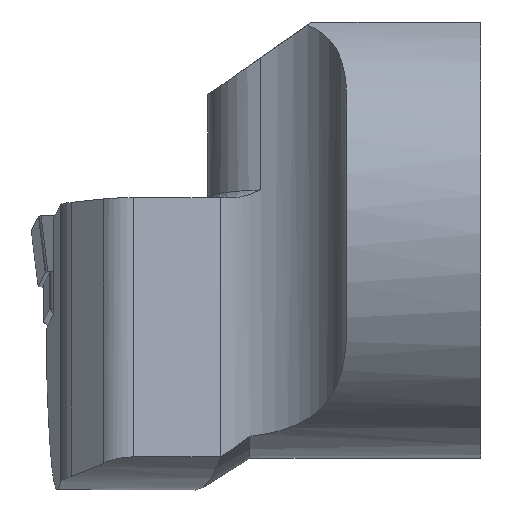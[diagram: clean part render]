
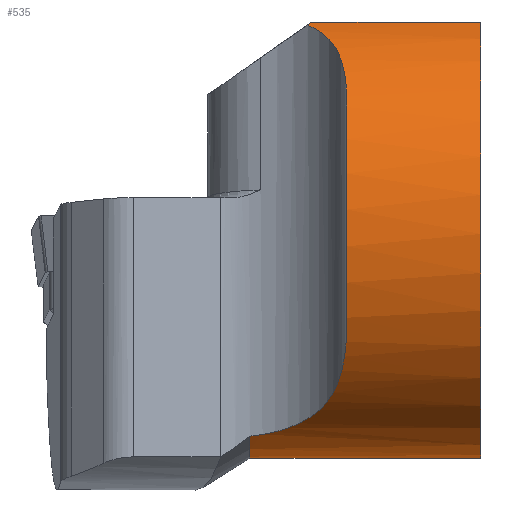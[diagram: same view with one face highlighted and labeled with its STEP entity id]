
A CAD part, front view. The second image highlights one B-rep face of the part: STEP entity #535.
In plain terms, the highlighted cylindrical face has radius 16 mm (diameter 32 mm), a partial arc.
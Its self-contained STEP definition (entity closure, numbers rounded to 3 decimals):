
#91=B_SPLINE_CURVE_WITH_KNOTS('',3,(#2133,#2134,#2135,#2136),
 .UNSPECIFIED.,.F.,.F.,(4,4),(0.,1.),.UNSPECIFIED.);
#92=B_SPLINE_CURVE_WITH_KNOTS('',3,(#2151,#2152,#2153,#2154,#2155,#2156),
 .UNSPECIFIED.,.F.,.F.,(4,2,4),(0.,0.5,1.),.UNSPECIFIED.);
#93=B_SPLINE_CURVE_WITH_KNOTS('',3,(#2160,#2161,#2162,#2163,#2164,#2165,
#2166,#2167),.UNSPECIFIED.,.F.,.F.,(4,2,2,4),(0.,0.25,0.5,1.),
 .UNSPECIFIED.);
#94=B_SPLINE_CURVE_WITH_KNOTS('',3,(#2170,#2171,#2172,#2173,#2174,#2175,
#2176,#2177,#2178,#2179,#2180,#2181,#2182,#2183,#2184,#2185),
 .UNSPECIFIED.,.F.,.F.,(4,3,3,3,3,4),(0.,0.134,0.348,
0.564,0.782,1.),.UNSPECIFIED.);
#95=B_SPLINE_CURVE_WITH_KNOTS('',3,(#2189,#2190,#2191,#2192,#2193,#2194),
 .UNSPECIFIED.,.F.,.F.,(4,2,4),(0.,0.5,1.),.UNSPECIFIED.);
#425=CYLINDRICAL_SURFACE('',#1523,16.);
#443=ELLIPSE('',#1519,27.895,16.);
#444=ELLIPSE('',#1522,27.895,16.);
#472=CIRCLE('',#1498,16.);
#480=CIRCLE('',#1517,16.);
#481=CIRCLE('',#1520,16.);
#482=CIRCLE('',#1521,16.);
#535=ADVANCED_FACE('',(#623),#425,.T.);
#623=FACE_OUTER_BOUND('',#680,.T.);
#680=EDGE_LOOP('',(#912,#913,#914,#915,#916,#917,#918,#919,#920,#921,#922,
#923,#924,#925));
#912=ORIENTED_EDGE('',*,*,#1224,.T.);
#913=ORIENTED_EDGE('',*,*,#1226,.F.);
#914=ORIENTED_EDGE('',*,*,#1222,.T.);
#915=ORIENTED_EDGE('',*,*,#1227,.T.);
#916=ORIENTED_EDGE('',*,*,#1228,.T.);
#917=ORIENTED_EDGE('',*,*,#1229,.T.);
#918=ORIENTED_EDGE('',*,*,#1230,.T.);
#919=ORIENTED_EDGE('',*,*,#1204,.T.);
#920=ORIENTED_EDGE('',*,*,#1221,.T.);
#921=ORIENTED_EDGE('',*,*,#1231,.F.);
#922=ORIENTED_EDGE('',*,*,#1232,.T.);
#923=ORIENTED_EDGE('',*,*,#1233,.F.);
#924=ORIENTED_EDGE('',*,*,#1234,.F.);
#925=ORIENTED_EDGE('',*,*,#1235,.T.);
#1075=VERTEX_POINT('',#2068);
#1076=VERTEX_POINT('',#2070);
#1082=VERTEX_POINT('',#2132);
#1083=VERTEX_POINT('',#2139);
#1084=VERTEX_POINT('',#2140);
#1085=VERTEX_POINT('',#2142);
#1086=VERTEX_POINT('',#2144);
#1087=VERTEX_POINT('',#2150);
#1088=VERTEX_POINT('',#2157);
#1089=VERTEX_POINT('',#2159);
#1090=VERTEX_POINT('',#2169);
#1091=VERTEX_POINT('',#2186);
#1092=VERTEX_POINT('',#2188);
#1093=VERTEX_POINT('',#2195);
#1204=EDGE_CURVE('',#1076,#1075,#472,.T.);
#1221=EDGE_CURVE('',#1075,#1082,#91,.T.);
#1222=EDGE_CURVE('',#1083,#1084,#1338,.T.);
#1224=EDGE_CURVE('',#1086,#1085,#1340,.T.);
#1226=EDGE_CURVE('',#1083,#1085,#480,.T.);
#1227=EDGE_CURVE('',#1084,#1087,#443,.T.);
#1228=EDGE_CURVE('',#1087,#1088,#92,.T.);
#1229=EDGE_CURVE('',#1088,#1089,#481,.T.);
#1230=EDGE_CURVE('',#1089,#1076,#93,.T.);
#1231=EDGE_CURVE('',#1090,#1082,#1342,.T.);
#1232=EDGE_CURVE('',#1090,#1091,#94,.T.);
#1233=EDGE_CURVE('',#1092,#1091,#482,.T.);
#1234=EDGE_CURVE('',#1093,#1092,#95,.T.);
#1235=EDGE_CURVE('',#1093,#1086,#444,.T.);
#1338=LINE('',#2138,#1427);
#1340=LINE('',#2143,#1429);
#1342=LINE('',#2168,#1431);
#1427=VECTOR('',#1775,1.);
#1429=VECTOR('',#1777,1.);
#1431=VECTOR('',#1789,1.);
#1498=AXIS2_PLACEMENT_3D('',#2069,#1735,#1736);
#1517=AXIS2_PLACEMENT_3D('',#2147,#1781,#1782);
#1519=AXIS2_PLACEMENT_3D('',#2149,#1785,#1786);
#1520=AXIS2_PLACEMENT_3D('',#2158,#1787,#1788);
#1521=AXIS2_PLACEMENT_3D('',#2187,#1790,#1791);
#1522=AXIS2_PLACEMENT_3D('',#2196,#1792,#1793);
#1523=AXIS2_PLACEMENT_3D('',#2197,#1794,#1795);
#1735=DIRECTION('',(1.,0.,0.));
#1736=DIRECTION('',(0.,0.,1.));
#1775=DIRECTION('',(-1.,0.,0.));
#1777=DIRECTION('',(1.,0.,0.));
#1781=DIRECTION('',(1.,0.,0.));
#1782=DIRECTION('',(0.,0.,1.));
#1785=DIRECTION('',(0.574,0.,-0.819));
#1786=DIRECTION('',(-0.819,0.,-0.574));
#1787=DIRECTION('',(1.,0.,0.));
#1788=DIRECTION('',(0.,0.,-1.));
#1789=DIRECTION('',(-1.,0.,0.));
#1790=DIRECTION('',(-1.,0.,0.));
#1791=DIRECTION('',(0.,0.,-1.));
#1792=DIRECTION('',(0.574,0.,-0.819));
#1793=DIRECTION('',(-0.819,0.,-0.574));
#1794=DIRECTION('',(-1.,0.,0.));
#1795=DIRECTION('',(0.,0.,1.));
#2068=CARTESIAN_POINT('',(15.602,15.449,-4.164));
#2069=CARTESIAN_POINT('',(15.602,0.,0.));
#2070=CARTESIAN_POINT('',(15.602,-6.915,-14.428));
#2132=CARTESIAN_POINT('',(15.747,15.997,0.329));
#2133=CARTESIAN_POINT('',(15.602,15.449,-4.164));
#2134=CARTESIAN_POINT('',(16.062,15.834,-2.736));
#2135=CARTESIAN_POINT('',(16.098,16.027,-1.163));
#2136=CARTESIAN_POINT('',(15.747,15.997,0.329));
#2138=CARTESIAN_POINT('',(0.,-5.568,15.));
#2139=CARTESIAN_POINT('',(32.,-5.568,15.));
#2140=CARTESIAN_POINT('',(20.,-5.568,15.));
#2142=CARTESIAN_POINT('',(32.,5.568,15.));
#2143=CARTESIAN_POINT('',(0.,5.568,15.));
#2144=CARTESIAN_POINT('',(20.,5.568,15.));
#2147=CARTESIAN_POINT('',(32.,0.,0.));
#2149=CARTESIAN_POINT('',(-1.422,0.,0.));
#2150=CARTESIAN_POINT('',(19.708,-6.091,14.795));
#2151=CARTESIAN_POINT('',(19.708,-6.091,14.795));
#2152=CARTESIAN_POINT('',(20.838,-7.222,14.33));
#2153=CARTESIAN_POINT('',(21.587,-8.612,13.581));
#2154=CARTESIAN_POINT('',(22.4,-11.152,11.586));
#2155=CARTESIAN_POINT('',(22.5,-12.317,10.35));
#2156=CARTESIAN_POINT('',(22.5,-13.257,8.959));
#2157=CARTESIAN_POINT('',(22.5,-13.257,8.959));
#2158=CARTESIAN_POINT('',(22.5,0.,0.));
#2159=CARTESIAN_POINT('',(22.5,-14.83,-6.007));
#2160=CARTESIAN_POINT('',(22.5,-14.83,-6.007));
#2161=CARTESIAN_POINT('',(22.5,-14.362,-7.162));
#2162=CARTESIAN_POINT('',(22.446,-13.77,-8.239));
#2163=CARTESIAN_POINT('',(22.061,-12.361,-10.232));
#2164=CARTESIAN_POINT('',(21.726,-11.546,-11.133));
#2165=CARTESIAN_POINT('',(20.066,-9.059,-13.376));
#2166=CARTESIAN_POINT('',(18.031,-7.474,-14.161));
#2167=CARTESIAN_POINT('',(15.602,-6.915,-14.428));
#2168=CARTESIAN_POINT('',(0.,15.997,0.329));
#2169=CARTESIAN_POINT('',(22.,15.997,0.329));
#2170=CARTESIAN_POINT('',(22.,15.997,0.329));
#2171=CARTESIAN_POINT('',(22.035,15.997,0.329));
#2172=CARTESIAN_POINT('',(22.071,15.997,0.333));
#2173=CARTESIAN_POINT('',(22.105,15.996,0.341));
#2174=CARTESIAN_POINT('',(22.16,15.996,0.353));
#2175=CARTESIAN_POINT('',(22.214,15.996,0.374));
#2176=CARTESIAN_POINT('',(22.261,15.995,0.404));
#2177=CARTESIAN_POINT('',(22.31,15.994,0.433));
#2178=CARTESIAN_POINT('',(22.353,15.993,0.472));
#2179=CARTESIAN_POINT('',(22.389,15.992,0.516));
#2180=CARTESIAN_POINT('',(22.424,15.99,0.561));
#2181=CARTESIAN_POINT('',(22.453,15.988,0.612));
#2182=CARTESIAN_POINT('',(22.471,15.986,0.666));
#2183=CARTESIAN_POINT('',(22.49,15.984,0.719));
#2184=CARTESIAN_POINT('',(22.5,15.981,0.777));
#2185=CARTESIAN_POINT('',(22.5,15.978,0.834));
#2186=CARTESIAN_POINT('',(22.5,15.978,0.834));
#2187=CARTESIAN_POINT('',(22.5,0.,0.));
#2188=CARTESIAN_POINT('',(22.5,14.223,7.328));
#2189=CARTESIAN_POINT('',(18.716,7.561,14.101));
#2190=CARTESIAN_POINT('',(20.154,8.534,13.579));
#2191=CARTESIAN_POINT('',(21.178,9.846,12.726));
#2192=CARTESIAN_POINT('',(22.341,12.3,10.373));
#2193=CARTESIAN_POINT('',(22.5,13.396,8.933));
#2194=CARTESIAN_POINT('',(22.5,14.223,7.328));
#2195=CARTESIAN_POINT('',(18.716,7.561,14.101));
#2196=CARTESIAN_POINT('',(-1.422,0.,0.));
#2197=CARTESIAN_POINT('',(0.,0.,0.));
